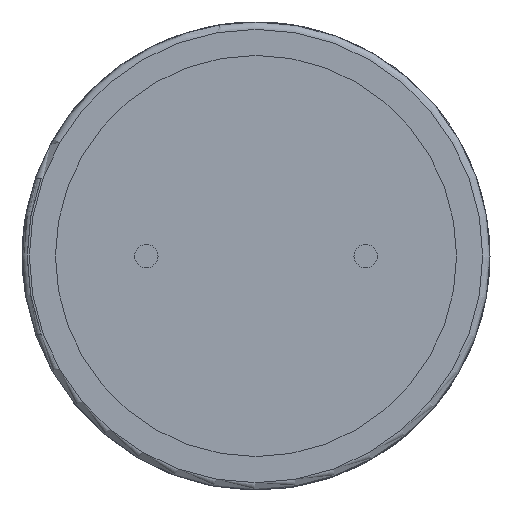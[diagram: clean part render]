
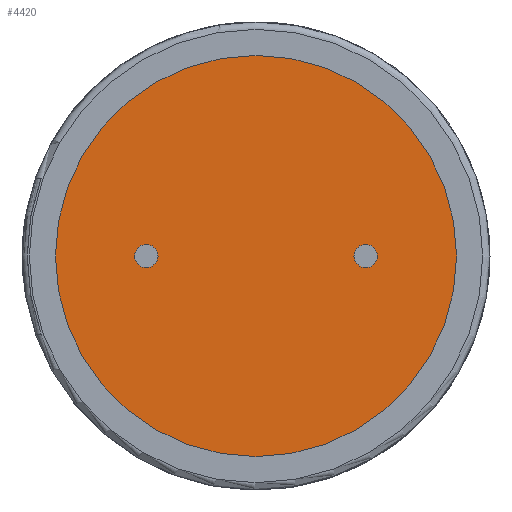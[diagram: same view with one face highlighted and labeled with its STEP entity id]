
A CAD part, front view. The second image highlights one B-rep face of the part: STEP entity #4420.
In plain terms, the highlighted planar face has unit normal (0, -1, 0).
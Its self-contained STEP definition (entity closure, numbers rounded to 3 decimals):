
#62=FACE_BOUND('',#752,.T.);
#63=FACE_BOUND('',#753,.T.);
#165=PLANE('',#4703);
#494=FACE_OUTER_BOUND('',#751,.T.);
#751=EDGE_LOOP('',(#3917));
#752=EDGE_LOOP('',(#3918));
#753=EDGE_LOOP('',(#3919));
#858=CIRCLE('',#4695,0.4);
#860=CIRCLE('',#4699,0.4);
#861=CIRCLE('',#4702,6.857);
#2058=VERTEX_POINT('',#11241);
#2060=VERTEX_POINT('',#11248);
#2061=VERTEX_POINT('',#11253);
#2676=EDGE_CURVE('',#2058,#2058,#858,.T.);
#2679=EDGE_CURVE('',#2060,#2060,#860,.T.);
#2681=EDGE_CURVE('',#2061,#2061,#861,.T.);
#3917=ORIENTED_EDGE('',*,*,#2681,.T.);
#3918=ORIENTED_EDGE('',*,*,#2676,.T.);
#3919=ORIENTED_EDGE('',*,*,#2679,.T.);
#4420=ADVANCED_FACE('',(#494,#62,#63),#165,.T.);
#4695=AXIS2_PLACEMENT_3D('',#11243,#5501,#5502);
#4699=AXIS2_PLACEMENT_3D('',#11250,#5510,#5511);
#4702=AXIS2_PLACEMENT_3D('',#11255,#5517,#5518);
#4703=AXIS2_PLACEMENT_3D('',#11256,#5519,#5520);
#5501=DIRECTION('center_axis',(0.,1.,0.));
#5502=DIRECTION('ref_axis',(1.,0.,0.));
#5510=DIRECTION('center_axis',(0.,1.,0.));
#5511=DIRECTION('ref_axis',(1.,0.,0.));
#5517=DIRECTION('center_axis',(0.,-1.,0.));
#5518=DIRECTION('ref_axis',(1.,0.,0.));
#5519=DIRECTION('center_axis',(0.,-1.,0.));
#5520=DIRECTION('ref_axis',(0.,0.,-1.));
#11241=CARTESIAN_POINT('',(3.35,0.1,0.));
#11243=CARTESIAN_POINT('Origin',(3.75,0.1,0.));
#11248=CARTESIAN_POINT('',(-4.15,0.1,0.));
#11250=CARTESIAN_POINT('Origin',(-3.75,0.1,0.));
#11253=CARTESIAN_POINT('',(-6.857,0.1,0.));
#11255=CARTESIAN_POINT('Origin',(0.,0.1,0.));
#11256=CARTESIAN_POINT('Origin',(0.,0.1,0.));
